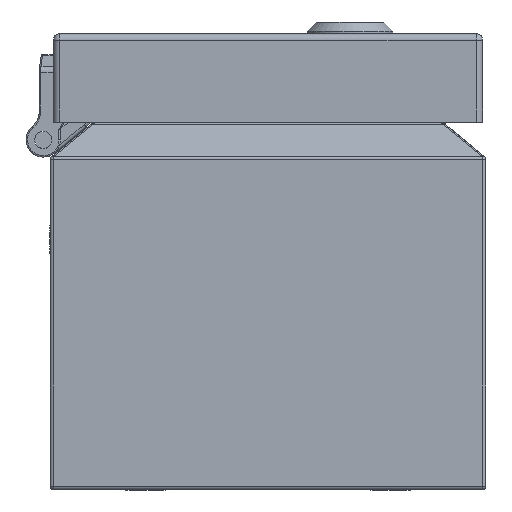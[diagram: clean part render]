
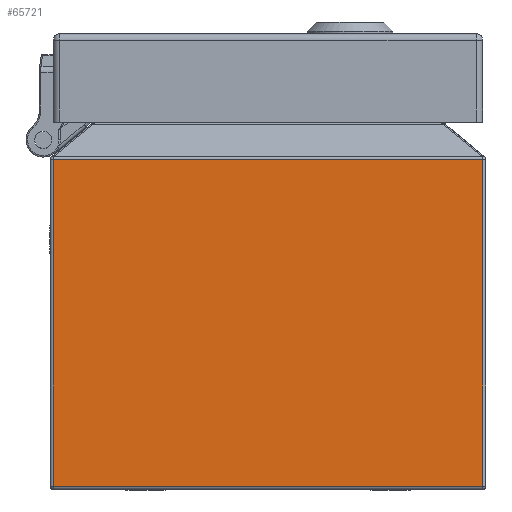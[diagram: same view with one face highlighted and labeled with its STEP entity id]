
A CAD part, front view. The second image highlights one B-rep face of the part: STEP entity #65721.
In plain terms, the highlighted planar face has unit normal (0, -1, 0).
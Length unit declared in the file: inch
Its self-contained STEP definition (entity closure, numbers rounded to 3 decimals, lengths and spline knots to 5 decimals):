
#890 = CARTESIAN_POINT ( 'NONE',  ( 1.97, -3., 0.03 ) ) ;
#2683 = ORIENTED_EDGE ( 'NONE', *, *, #26717, .T. ) ;
#6499 = VERTEX_POINT ( 'NONE', #81565 ) ;
#6743 = DIRECTION ( 'NONE',  ( 0., 1., 0. ) ) ;
#14960 = EDGE_LOOP ( 'NONE', ( #2683, #74104, #74621, #66686 ) ) ;
#15039 = DIRECTION ( 'NONE',  ( 1., 0., 0. ) ) ;
#26717 = EDGE_CURVE ( 'NONE', #65632, #69869, #38402, .T. ) ;
#27406 = CARTESIAN_POINT ( 'NONE',  ( -1.97, -3., 3.03095 ) ) ;
#29509 = VECTOR ( 'NONE', #15039, 39.37008 ) ;
#31957 = CARTESIAN_POINT ( 'NONE',  ( 1.97, -3., 3.0451 ) ) ;
#32891 = EDGE_CURVE ( 'NONE', #6499, #65632, #47676, .T. ) ;
#38402 = LINE ( 'NONE', #31957, #66412 ) ;
#38491 = PLANE ( 'NONE',  #70296 ) ;
#39865 = CARTESIAN_POINT ( 'NONE',  ( -2., -3., 3.03095 ) ) ;
#40504 = LINE ( 'NONE', #79027, #42938 ) ;
#42938 = VECTOR ( 'NONE', #60172, 39.37008 ) ;
#43403 = VERTEX_POINT ( 'NONE', #27406 ) ;
#46298 = LINE ( 'NONE', #39865, #62436 ) ;
#47676 = LINE ( 'NONE', #73756, #29509 ) ;
#49183 = CARTESIAN_POINT ( 'NONE',  ( 1.97, -3., 3.03095 ) ) ;
#58064 = DIRECTION ( 'NONE',  ( 0., 0., 1. ) ) ;
#58550 = CARTESIAN_POINT ( 'NONE',  ( -2., -3., 3.0451 ) ) ;
#59377 = DIRECTION ( 'NONE',  ( 0., 0., 1. ) ) ;
#59554 = EDGE_CURVE ( 'NONE', #43403, #6499, #40504, .T. ) ;
#60172 = DIRECTION ( 'NONE',  ( 0., 0., -1. ) ) ;
#62436 = VECTOR ( 'NONE', #75345, 39.37008 ) ;
#65632 = VERTEX_POINT ( 'NONE', #890 ) ;
#65721 = ADVANCED_FACE ( 'NONE', ( #71392 ), #38491, .F. ) ;
#66412 = VECTOR ( 'NONE', #58064, 39.37008 ) ;
#66686 = ORIENTED_EDGE ( 'NONE', *, *, #32891, .T. ) ;
#67530 = EDGE_CURVE ( 'NONE', #69869, #43403, #46298, .T. ) ;
#69869 = VERTEX_POINT ( 'NONE', #49183 ) ;
#70296 = AXIS2_PLACEMENT_3D ( 'NONE', #58550, #6743, #59377 ) ;
#71392 = FACE_OUTER_BOUND ( 'NONE', #14960, .T. ) ;
#73756 = CARTESIAN_POINT ( 'NONE',  ( -2., -3., 0.03 ) ) ;
#74104 = ORIENTED_EDGE ( 'NONE', *, *, #67530, .T. ) ;
#74621 = ORIENTED_EDGE ( 'NONE', *, *, #59554, .T. ) ;
#75345 = DIRECTION ( 'NONE',  ( -1., 0., 0. ) ) ;
#79027 = CARTESIAN_POINT ( 'NONE',  ( -1.97, -3., 3.0451 ) ) ;
#81565 = CARTESIAN_POINT ( 'NONE',  ( -1.97, -3., 0.03 ) ) ;
